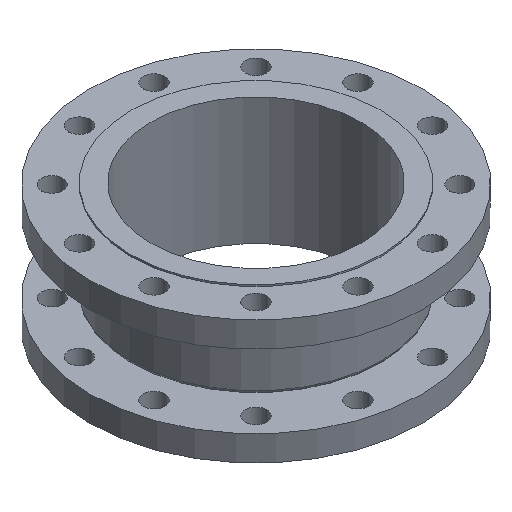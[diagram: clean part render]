
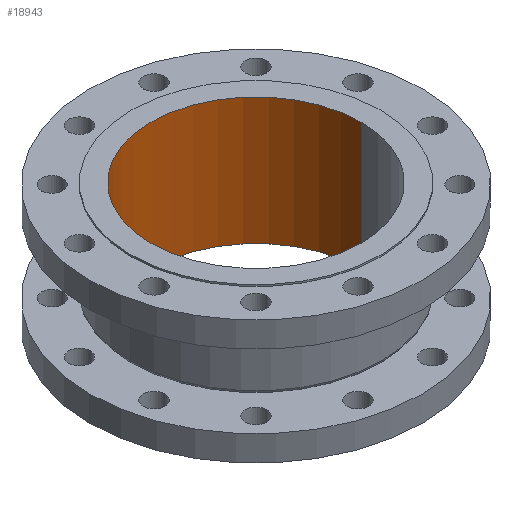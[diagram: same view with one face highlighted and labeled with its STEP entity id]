
A CAD part, isometric view. The second image highlights one B-rep face of the part: STEP entity #18943.
In plain terms, the highlighted cylindrical face has radius 107.5 mm (diameter 215 mm), a partial arc.
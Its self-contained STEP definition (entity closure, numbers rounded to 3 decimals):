
#550 = EDGE_CURVE ( 'NONE', #6885, #8553, #1299, .T. ) ;
#1299 = CIRCLE ( 'NONE', #7018, 107.5 ) ;
#2045 = CYLINDRICAL_SURFACE ( 'NONE', #24050, 107.5 ) ;
#2359 = LINE ( 'NONE', #11513, #2955 ) ;
#2657 = VERTEX_POINT ( 'NONE', #4126 ) ;
#2857 = ORIENTED_EDGE ( 'NONE', *, *, #7995, .F. ) ;
#2955 = VECTOR ( 'NONE', #11076, 1000. ) ;
#4126 = CARTESIAN_POINT ( 'NONE',  ( 107.5, 0., 0. ) ) ;
#4447 = CARTESIAN_POINT ( 'NONE',  ( 0., 0., 0. ) ) ;
#4796 = ORIENTED_EDGE ( 'NONE', *, *, #550, .F. ) ;
#5302 = DIRECTION ( 'NONE',  ( 0., 0., 1. ) ) ;
#6885 = VERTEX_POINT ( 'NONE', #14271 ) ;
#7018 = AXIS2_PLACEMENT_3D ( 'NONE', #7858, #5302, #7704 ) ;
#7704 = DIRECTION ( 'NONE',  ( 1., 0., 0. ) ) ;
#7858 = CARTESIAN_POINT ( 'NONE',  ( 0., 0., -130. ) ) ;
#7995 = EDGE_CURVE ( 'NONE', #8553, #14939, #21906, .T. ) ;
#8553 = VERTEX_POINT ( 'NONE', #8594 ) ;
#8594 = CARTESIAN_POINT ( 'NONE',  ( -107.5, 0., -130. ) ) ;
#8648 = EDGE_LOOP ( 'NONE', ( #2857, #4796, #18797, #13601 ) ) ;
#10645 = CARTESIAN_POINT ( 'NONE',  ( -107.5, 0., 0. ) ) ;
#11076 = DIRECTION ( 'NONE',  ( 0., 0., 1. ) ) ;
#11513 = CARTESIAN_POINT ( 'NONE',  ( 107.5, 0., 0. ) ) ;
#11923 = DIRECTION ( 'NONE',  ( 1., 0., 0. ) ) ;
#13601 = ORIENTED_EDGE ( 'NONE', *, *, #18212, .T. ) ;
#14271 = CARTESIAN_POINT ( 'NONE',  ( 107.5, 0., -130. ) ) ;
#14939 = VERTEX_POINT ( 'NONE', #25084 ) ;
#17879 = EDGE_CURVE ( 'NONE', #6885, #2657, #2359, .T. ) ;
#18212 = EDGE_CURVE ( 'NONE', #2657, #14939, #19264, .T. ) ;
#18797 = ORIENTED_EDGE ( 'NONE', *, *, #17879, .T. ) ;
#18943 = ADVANCED_FACE ( 'NONE', ( #24971 ), #2045, .F. ) ;
#18982 = CARTESIAN_POINT ( 'NONE',  ( 0., 0., 0. ) ) ;
#19264 = CIRCLE ( 'NONE', #26906, 107.5 ) ;
#19511 = DIRECTION ( 'NONE',  ( 0., 0., 1. ) ) ;
#20048 = DIRECTION ( 'NONE',  ( 0., 0., 1. ) ) ;
#20621 = DIRECTION ( 'NONE',  ( 1., 0., 0. ) ) ;
#21906 = LINE ( 'NONE', #10645, #26478 ) ;
#24050 = AXIS2_PLACEMENT_3D ( 'NONE', #4447, #20048, #20621 ) ;
#24971 = FACE_OUTER_BOUND ( 'NONE', #8648, .T. ) ;
#25084 = CARTESIAN_POINT ( 'NONE',  ( -107.5, 0., 0. ) ) ;
#25399 = DIRECTION ( 'NONE',  ( 0., 0., 1. ) ) ;
#26478 = VECTOR ( 'NONE', #19511, 1000. ) ;
#26906 = AXIS2_PLACEMENT_3D ( 'NONE', #18982, #25399, #11923 ) ;
